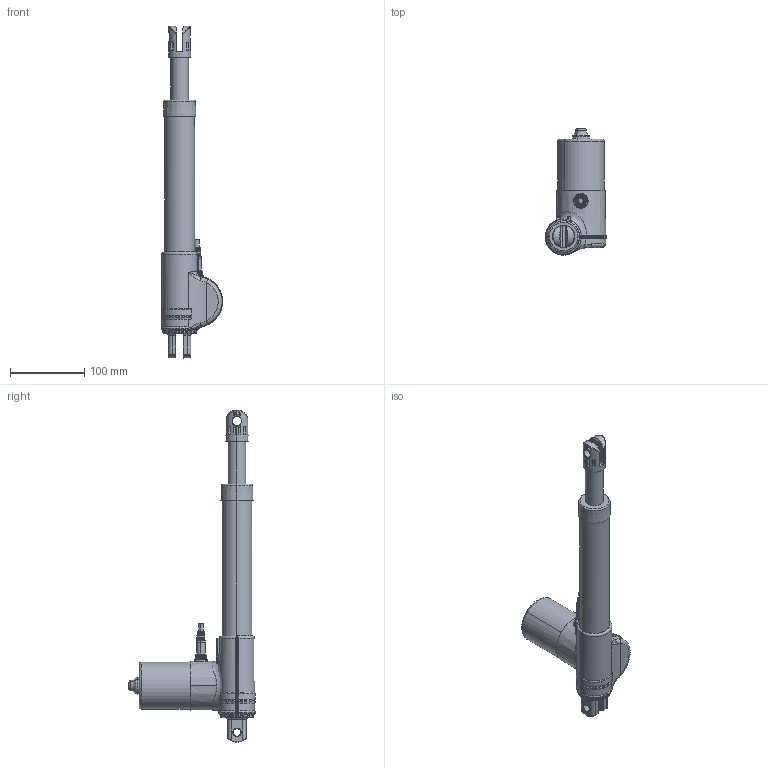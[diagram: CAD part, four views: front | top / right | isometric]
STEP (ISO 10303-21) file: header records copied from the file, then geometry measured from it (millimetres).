
FILE_DESCRIPTION (( 'STEP AP203' ), '1' );
FILE_NAME ('Megamat20.STEP', '2019-11-06T06:57:20', ( '' ), ( '' ), 'SwSTEP 2.0', 'SolidWorks 2018', '' );
FILE_SCHEMA (( 'CONFIG_CONTROL_DESIGN' ));
Length unit declared in the file: millimetre
Products named in the file (1): Megamat20
Bounding box: 82.55 x 170.22 x 447.3 mm (x, y, z)
Volume: 949851.3 mm3; surface area: 93349.2 mm2
Topology: 1 solids, 1 shells, 673 faces, 1650 edges, 1003 vertices
Faces by surface type: plane 193, cylinder 171, bspline 142, torus 76, sphere 52, cone 39
Entity records: 35866 total; most frequent: CARTESIAN_POINT 21296, ORIENTED_EDGE 3286, DIRECTION 2722, EDGE_CURVE 1643, AXIS2_PLACEMENT_3D 1110, VERTEX_POINT 1003, EDGE_LOOP 712, FACE_OUTER_BOUND 673
